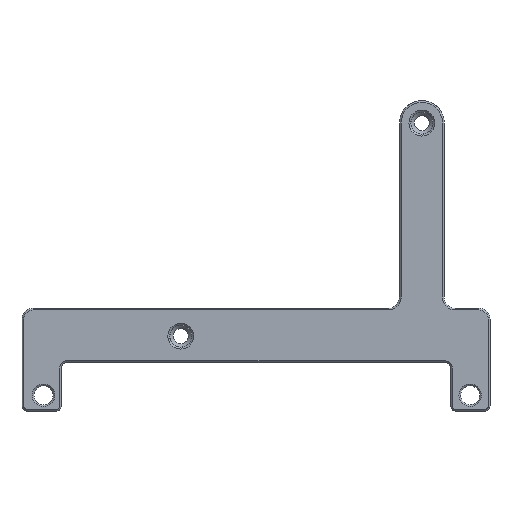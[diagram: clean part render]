
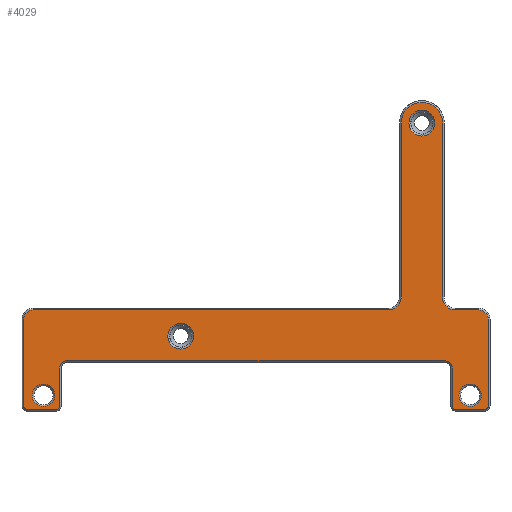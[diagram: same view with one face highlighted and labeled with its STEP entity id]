
A CAD part, front view. The second image highlights one B-rep face of the part: STEP entity #4029.
In plain terms, the highlighted planar face has unit normal (0, -1, 0).
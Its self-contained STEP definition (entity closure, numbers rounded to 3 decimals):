
#123=CIRCLE('',#4217,3.7);
#124=CIRCLE('',#4220,2.3);
#125=CIRCLE('',#4223,1.7);
#126=CIRCLE('',#4226,0.7);
#127=CIRCLE('',#4229,0.7);
#128=CIRCLE('',#4232,1.3);
#129=CIRCLE('',#4235,1.3);
#130=CIRCLE('',#4238,0.7);
#131=CIRCLE('',#4241,0.7);
#132=CIRCLE('',#4244,1.7);
#133=CIRCLE('',#4247,2.3);
#134=CIRCLE('',#4250,2.3);
#135=CIRCLE('',#4251,2.);
#136=CIRCLE('',#4252,2.);
#137=CIRCLE('',#4253,2.3);
#160=FACE_BOUND('',#712,.T.);
#161=FACE_BOUND('',#713,.T.);
#162=FACE_BOUND('',#714,.T.);
#163=FACE_BOUND('',#715,.T.);
#256=PLANE('',#4249);
#472=FACE_OUTER_BOUND('',#711,.T.);
#711=EDGE_LOOP('',(#3658,#3659,#3660,#3661,#3662,#3663,#3664,#3665,#3666,
#3667,#3668,#3669,#3670,#3671,#3672,#3673,#3674,#3675,#3676,#3677,#3678,
#3679));
#712=EDGE_LOOP('',(#3680));
#713=EDGE_LOOP('',(#3681));
#714=EDGE_LOOP('',(#3682));
#715=EDGE_LOOP('',(#3683));
#1039=LINE('',#7520,#1386);
#1042=LINE('',#7528,#1389);
#1045=LINE('',#7536,#1392);
#1048=LINE('',#7544,#1395);
#1051=LINE('',#7552,#1398);
#1054=LINE('',#7560,#1401);
#1057=LINE('',#7568,#1404);
#1060=LINE('',#7576,#1407);
#1063=LINE('',#7584,#1410);
#1066=LINE('',#7592,#1413);
#1068=LINE('',#7598,#1415);
#1386=VECTOR('',#4908,10.);
#1389=VECTOR('',#4917,10.);
#1392=VECTOR('',#4926,10.);
#1395=VECTOR('',#4935,10.);
#1398=VECTOR('',#4944,10.);
#1401=VECTOR('',#4953,10.);
#1404=VECTOR('',#4962,10.);
#1407=VECTOR('',#4971,10.);
#1410=VECTOR('',#4980,10.);
#1413=VECTOR('',#4989,10.);
#1415=VECTOR('',#4997,10.);
#1930=VERTEX_POINT('',#7509);
#1931=VERTEX_POINT('',#7511);
#1932=VERTEX_POINT('',#7518);
#1933=VERTEX_POINT('',#7522);
#1934=VERTEX_POINT('',#7526);
#1935=VERTEX_POINT('',#7530);
#1936=VERTEX_POINT('',#7534);
#1937=VERTEX_POINT('',#7538);
#1938=VERTEX_POINT('',#7542);
#1939=VERTEX_POINT('',#7546);
#1940=VERTEX_POINT('',#7550);
#1941=VERTEX_POINT('',#7554);
#1942=VERTEX_POINT('',#7558);
#1943=VERTEX_POINT('',#7562);
#1944=VERTEX_POINT('',#7566);
#1945=VERTEX_POINT('',#7570);
#1946=VERTEX_POINT('',#7574);
#1947=VERTEX_POINT('',#7578);
#1948=VERTEX_POINT('',#7582);
#1949=VERTEX_POINT('',#7586);
#1950=VERTEX_POINT('',#7590);
#1951=VERTEX_POINT('',#7594);
#1952=VERTEX_POINT('',#7600);
#1953=VERTEX_POINT('',#7602);
#1954=VERTEX_POINT('',#7604);
#1955=VERTEX_POINT('',#7606);
#2488=EDGE_CURVE('',#1930,#1931,#123,.T.);
#2491=EDGE_CURVE('',#1932,#1930,#1039,.T.);
#2493=EDGE_CURVE('',#1933,#1932,#124,.T.);
#2495=EDGE_CURVE('',#1934,#1933,#1042,.T.);
#2497=EDGE_CURVE('',#1935,#1934,#125,.T.);
#2499=EDGE_CURVE('',#1936,#1935,#1045,.T.);
#2501=EDGE_CURVE('',#1937,#1936,#126,.T.);
#2503=EDGE_CURVE('',#1938,#1937,#1048,.T.);
#2505=EDGE_CURVE('',#1939,#1938,#127,.T.);
#2507=EDGE_CURVE('',#1940,#1939,#1051,.T.);
#2509=EDGE_CURVE('',#1941,#1940,#128,.T.);
#2511=EDGE_CURVE('',#1942,#1941,#1054,.T.);
#2513=EDGE_CURVE('',#1943,#1942,#129,.T.);
#2515=EDGE_CURVE('',#1944,#1943,#1057,.T.);
#2517=EDGE_CURVE('',#1945,#1944,#130,.T.);
#2519=EDGE_CURVE('',#1946,#1945,#1060,.T.);
#2521=EDGE_CURVE('',#1947,#1946,#131,.T.);
#2523=EDGE_CURVE('',#1948,#1947,#1063,.T.);
#2525=EDGE_CURVE('',#1949,#1948,#132,.T.);
#2527=EDGE_CURVE('',#1950,#1949,#1066,.T.);
#2529=EDGE_CURVE('',#1951,#1950,#133,.T.);
#2530=EDGE_CURVE('',#1931,#1951,#1068,.T.);
#2531=EDGE_CURVE('',#1952,#1952,#134,.T.);
#2532=EDGE_CURVE('',#1953,#1953,#135,.T.);
#2533=EDGE_CURVE('',#1954,#1954,#136,.T.);
#2534=EDGE_CURVE('',#1955,#1955,#137,.T.);
#3658=ORIENTED_EDGE('',*,*,#2488,.F.);
#3659=ORIENTED_EDGE('',*,*,#2491,.F.);
#3660=ORIENTED_EDGE('',*,*,#2493,.F.);
#3661=ORIENTED_EDGE('',*,*,#2495,.F.);
#3662=ORIENTED_EDGE('',*,*,#2497,.F.);
#3663=ORIENTED_EDGE('',*,*,#2499,.F.);
#3664=ORIENTED_EDGE('',*,*,#2501,.F.);
#3665=ORIENTED_EDGE('',*,*,#2503,.F.);
#3666=ORIENTED_EDGE('',*,*,#2505,.F.);
#3667=ORIENTED_EDGE('',*,*,#2507,.F.);
#3668=ORIENTED_EDGE('',*,*,#2509,.F.);
#3669=ORIENTED_EDGE('',*,*,#2511,.F.);
#3670=ORIENTED_EDGE('',*,*,#2513,.F.);
#3671=ORIENTED_EDGE('',*,*,#2515,.F.);
#3672=ORIENTED_EDGE('',*,*,#2517,.F.);
#3673=ORIENTED_EDGE('',*,*,#2519,.F.);
#3674=ORIENTED_EDGE('',*,*,#2521,.F.);
#3675=ORIENTED_EDGE('',*,*,#2523,.F.);
#3676=ORIENTED_EDGE('',*,*,#2525,.F.);
#3677=ORIENTED_EDGE('',*,*,#2527,.F.);
#3678=ORIENTED_EDGE('',*,*,#2529,.F.);
#3679=ORIENTED_EDGE('',*,*,#2530,.F.);
#3680=ORIENTED_EDGE('',*,*,#2531,.F.);
#3681=ORIENTED_EDGE('',*,*,#2532,.F.);
#3682=ORIENTED_EDGE('',*,*,#2533,.F.);
#3683=ORIENTED_EDGE('',*,*,#2534,.F.);
#4029=ADVANCED_FACE('',(#472,#160,#161,#162,#163),#256,.F.);
#4217=AXIS2_PLACEMENT_3D('',#7512,#4903,#4904);
#4220=AXIS2_PLACEMENT_3D('',#7524,#4912,#4913);
#4223=AXIS2_PLACEMENT_3D('',#7532,#4921,#4922);
#4226=AXIS2_PLACEMENT_3D('',#7540,#4930,#4931);
#4229=AXIS2_PLACEMENT_3D('',#7548,#4939,#4940);
#4232=AXIS2_PLACEMENT_3D('',#7556,#4948,#4949);
#4235=AXIS2_PLACEMENT_3D('',#7564,#4957,#4958);
#4238=AXIS2_PLACEMENT_3D('',#7572,#4966,#4967);
#4241=AXIS2_PLACEMENT_3D('',#7580,#4975,#4976);
#4244=AXIS2_PLACEMENT_3D('',#7588,#4984,#4985);
#4247=AXIS2_PLACEMENT_3D('',#7596,#4993,#4994);
#4249=AXIS2_PLACEMENT_3D('',#7599,#4998,#4999);
#4250=AXIS2_PLACEMENT_3D('',#7601,#5000,#5001);
#4251=AXIS2_PLACEMENT_3D('',#7603,#5002,#5003);
#4252=AXIS2_PLACEMENT_3D('',#7605,#5004,#5005);
#4253=AXIS2_PLACEMENT_3D('',#7607,#5006,#5007);
#4903=DIRECTION('center_axis',(0.,1.,0.));
#4904=DIRECTION('ref_axis',(1.,0.,0.));
#4908=DIRECTION('',(0.,0.,1.));
#4912=DIRECTION('center_axis',(0.,-1.,0.));
#4913=DIRECTION('ref_axis',(0.707,0.,-0.707));
#4917=DIRECTION('',(1.,0.,0.));
#4921=DIRECTION('center_axis',(0.,1.,0.));
#4922=DIRECTION('ref_axis',(-0.707,0.,0.707));
#4926=DIRECTION('',(0.,0.,1.));
#4930=DIRECTION('center_axis',(0.,1.,0.));
#4931=DIRECTION('ref_axis',(-0.707,0.,-0.707));
#4935=DIRECTION('',(-1.,0.,0.));
#4939=DIRECTION('center_axis',(0.,1.,0.));
#4940=DIRECTION('ref_axis',(0.707,0.,-0.707));
#4944=DIRECTION('',(0.,0.,-1.));
#4948=DIRECTION('center_axis',(0.,-1.,0.));
#4949=DIRECTION('ref_axis',(-0.707,0.,0.707));
#4953=DIRECTION('',(-1.,0.,0.));
#4957=DIRECTION('center_axis',(0.,-1.,0.));
#4958=DIRECTION('ref_axis',(0.707,0.,0.707));
#4962=DIRECTION('',(0.,0.,1.));
#4966=DIRECTION('center_axis',(0.,1.,0.));
#4967=DIRECTION('ref_axis',(-0.707,0.,-0.707));
#4971=DIRECTION('',(-1.,0.,0.));
#4975=DIRECTION('center_axis',(0.,1.,0.));
#4976=DIRECTION('ref_axis',(0.707,0.,-0.707));
#4980=DIRECTION('',(0.,0.,-1.));
#4984=DIRECTION('center_axis',(0.,1.,0.));
#4985=DIRECTION('ref_axis',(0.707,0.,0.707));
#4989=DIRECTION('',(1.,0.,0.));
#4993=DIRECTION('center_axis',(0.,-1.,0.));
#4994=DIRECTION('ref_axis',(-0.707,0.,-0.707));
#4997=DIRECTION('',(0.,0.,-1.));
#4998=DIRECTION('center_axis',(0.,1.,0.));
#4999=DIRECTION('ref_axis',(1.,0.,0.));
#5000=DIRECTION('center_axis',(0.,-1.,0.));
#5001=DIRECTION('ref_axis',(1.,0.,0.));
#5002=DIRECTION('center_axis',(0.,-1.,0.));
#5003=DIRECTION('ref_axis',(0.,0.,1.));
#5004=DIRECTION('center_axis',(0.,-1.,0.));
#5005=DIRECTION('ref_axis',(0.,0.,1.));
#5006=DIRECTION('center_axis',(0.,-1.,0.));
#5007=DIRECTION('ref_axis',(1.,0.,0.));
#7509=CARTESIAN_POINT('',(27.68,0.,102.04));
#7511=CARTESIAN_POINT('',(35.056,0.,101.616));
#7512=CARTESIAN_POINT('Origin',(31.38,0.,102.04));
#7518=CARTESIAN_POINT('',(27.68,0.,71.028));
#7520=CARTESIAN_POINT('',(27.68,0.,64.431));
#7522=CARTESIAN_POINT('',(25.38,0.,68.728));
#7524=CARTESIAN_POINT('Origin',(25.38,0.,71.028));
#7526=CARTESIAN_POINT('',(-37.938,0.,68.728));
#7528=CARTESIAN_POINT('',(-19.071,0.,68.728));
#7530=CARTESIAN_POINT('',(-39.638,0.,67.028));
#7532=CARTESIAN_POINT('Origin',(-37.938,0.,67.028));
#7534=CARTESIAN_POINT('',(-39.638,0.,51.64));
#7536=CARTESIAN_POINT('',(-39.638,0.,55.237));
#7538=CARTESIAN_POINT('',(-38.938,0.,50.94));
#7540=CARTESIAN_POINT('Origin',(-38.938,0.,51.64));
#7542=CARTESIAN_POINT('',(-33.938,0.,50.94));
#7544=CARTESIAN_POINT('',(-15.571,0.,50.94));
#7546=CARTESIAN_POINT('',(-33.238,0.,51.64));
#7548=CARTESIAN_POINT('Origin',(-33.938,0.,51.64));
#7550=CARTESIAN_POINT('',(-33.238,0.,58.348));
#7552=CARTESIAN_POINT('',(-33.238,0.,59.591));
#7554=CARTESIAN_POINT('',(-31.937,0.,59.648));
#7556=CARTESIAN_POINT('Origin',(-31.938,0.,58.348));
#7558=CARTESIAN_POINT('',(35.529,0.,59.624));
#7560=CARTESIAN_POINT('',(19.162,0.,59.63));
#7562=CARTESIAN_POINT('',(36.828,0.,58.324));
#7564=CARTESIAN_POINT('Origin',(35.528,0.,58.324));
#7566=CARTESIAN_POINT('',(36.83,0.,51.64));
#7568=CARTESIAN_POINT('',(36.829,0.,55.24));
#7570=CARTESIAN_POINT('',(37.53,0.,50.94));
#7572=CARTESIAN_POINT('Origin',(37.53,0.,51.64));
#7574=CARTESIAN_POINT('',(42.53,0.,50.94));
#7576=CARTESIAN_POINT('',(22.663,0.,50.94));
#7578=CARTESIAN_POINT('',(43.23,0.,51.64));
#7580=CARTESIAN_POINT('Origin',(42.53,0.,51.64));
#7582=CARTESIAN_POINT('',(43.23,0.,67.028));
#7584=CARTESIAN_POINT('',(43.23,0.,64.431));
#7586=CARTESIAN_POINT('',(41.53,0.,68.728));
#7588=CARTESIAN_POINT('Origin',(41.53,0.,67.028));
#7590=CARTESIAN_POINT('',(37.356,0.,68.728));
#7592=CARTESIAN_POINT('',(18.576,0.,68.728));
#7594=CARTESIAN_POINT('',(35.056,0.,71.028));
#7596=CARTESIAN_POINT('Origin',(37.356,0.,71.028));
#7598=CARTESIAN_POINT('',(35.056,0.,80.717));
#7599=CARTESIAN_POINT('Origin',(1.796,0.,59.834));
#7600=CARTESIAN_POINT('',(29.08,0.,102.04));
#7601=CARTESIAN_POINT('Origin',(31.38,0.,102.04));
#7602=CARTESIAN_POINT('',(-36.1,0.,51.5));
#7603=CARTESIAN_POINT('Origin',(-36.1,0.,53.5));
#7604=CARTESIAN_POINT('',(40.,0.,51.5));
#7605=CARTESIAN_POINT('Origin',(40.,0.,53.5));
#7606=CARTESIAN_POINT('',(-13.92,0.,64.04));
#7607=CARTESIAN_POINT('Origin',(-11.62,0.,64.04));
